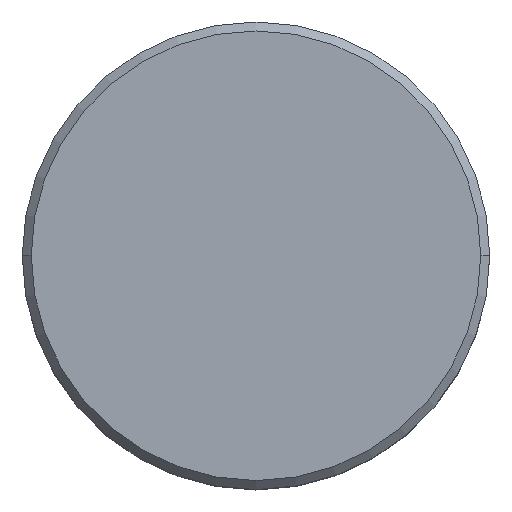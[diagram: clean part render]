
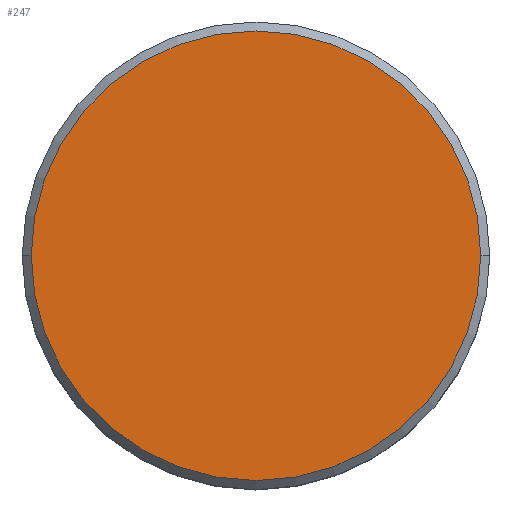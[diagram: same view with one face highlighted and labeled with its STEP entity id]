
A CAD part, top view. The second image highlights one B-rep face of the part: STEP entity #247.
In plain terms, the highlighted planar face has unit normal (0, 0, 1).
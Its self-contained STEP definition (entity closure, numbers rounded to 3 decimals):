
#18 = DIRECTION ( 'NONE',  ( 0., 0., 1. ) ) ;
#30 = CARTESIAN_POINT ( 'NONE',  ( 0., 0., 0. ) ) ;
#32 = DIRECTION ( 'NONE',  ( 0., 0., 1. ) ) ;
#39 = VERTEX_POINT ( 'NONE', #157 ) ;
#100 = DIRECTION ( 'NONE',  ( 0., 0., 1. ) ) ;
#132 = ORIENTED_EDGE ( 'NONE', *, *, #400, .T. ) ;
#148 = CARTESIAN_POINT ( 'NONE',  ( 0., 0., 0. ) ) ;
#157 = CARTESIAN_POINT ( 'NONE',  ( 12.5, 0., 0. ) ) ;
#158 = ORIENTED_EDGE ( 'NONE', *, *, #159, .T. ) ;
#159 = EDGE_CURVE ( 'NONE', #294, #39, #417, .T. ) ;
#176 = DIRECTION ( 'NONE',  ( 1., 0., 0. ) ) ;
#205 = DIRECTION ( 'NONE',  ( 1., 0., 0. ) ) ;
#226 = AXIS2_PLACEMENT_3D ( 'NONE', #341, #18, #318 ) ;
#247 = ADVANCED_FACE ( 'NONE', ( #313 ), #276, .T. ) ;
#276 = PLANE ( 'NONE',  #287 ) ;
#279 = AXIS2_PLACEMENT_3D ( 'NONE', #148, #32, #176 ) ;
#287 = AXIS2_PLACEMENT_3D ( 'NONE', #30, #100, #205 ) ;
#294 = VERTEX_POINT ( 'NONE', #315 ) ;
#313 = FACE_OUTER_BOUND ( 'NONE', #449, .T. ) ;
#315 = CARTESIAN_POINT ( 'NONE',  ( -12.5, 0., 0. ) ) ;
#318 = DIRECTION ( 'NONE',  ( 1., 0., 0. ) ) ;
#341 = CARTESIAN_POINT ( 'NONE',  ( 0., 0., 0. ) ) ;
#378 = CIRCLE ( 'NONE', #279, 12.5 ) ;
#400 = EDGE_CURVE ( 'NONE', #39, #294, #378, .T. ) ;
#417 = CIRCLE ( 'NONE', #226, 12.5 ) ;
#449 = EDGE_LOOP ( 'NONE', ( #158, #132 ) ) ;
